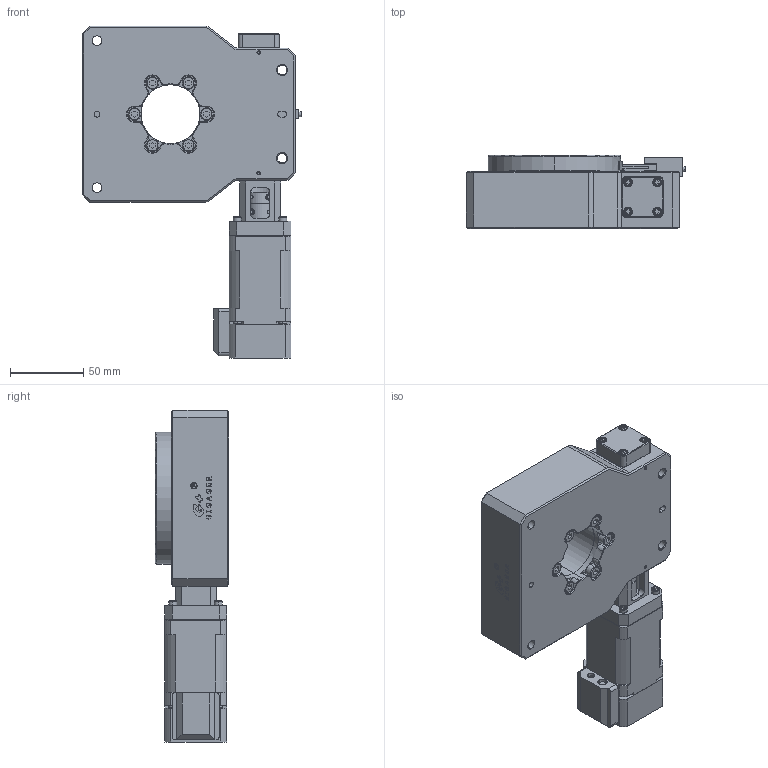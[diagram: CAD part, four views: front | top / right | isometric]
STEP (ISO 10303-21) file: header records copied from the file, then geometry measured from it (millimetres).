
FILE_DESCRIPTION (( 'STEP AP203' ), '1' );
FILE_NAME ('GR120-90K-ST1-42CME08.STEP', '2025-02-14T09:14:24', ( 'Microsoft' ), ( 'Microsoft' ), 'SwSTEP 2.0', 'SolidWorks 2019', '' );
FILE_SCHEMA (( 'CONFIG_CONTROL_DESIGN' ));
Length unit declared in the file: millimetre
Products named in the file (8): GR120_3^GR120-90K-OS_GR120-90K-ST1-42CME08; GR120_4^GR120-90K-OS_GR120-90K-ST1-42CME08; GR120-90K-OS^GR120-90K-ST1-42CME08; 祭輛萇儂_42CME08; GR120-90K-OS_dummy^GR120-90K-OS_GR120-90K-ST1-42CME08; GR120-90K-ST1-42CME08; GR120_1^GR120-90K-OS_GR120-90K-ST1-42CME08; GR120-OS_2^GR120-90K-OS_GR120-90K-ST1-42CME08
Assembly tree (6 placements, depth 3):
  GR120-90K-OS_dummy^GR120-90K-OS_GR120-90K-ST1-42CME08
  GR120-90K-ST1-42CME08
    GR120-90K-OS^GR120-90K-ST1-42CME08
      GR120_1^GR120-90K-OS_GR120-90K-ST1-42CME08
      GR120-OS_2^GR120-90K-OS_GR120-90K-ST1-42CME08
      GR120_3^GR120-90K-OS_GR120-90K-ST1-42CME08
      GR120_4^GR120-90K-OS_GR120-90K-ST1-42CME08
    祭輛萇儂_42CME08
Bounding box: 149.3 x 50 x 226 mm (x, y, z)
Volume: 784654.7 mm3; surface area: 121366.1 mm2
Topology: 11 solids, 11 shells, 1223 faces, 3064 edges, 1971 vertices
Faces by surface type: plane 794, cylinder 275, cone 97, torus 49, sphere 8
Entity records: 37673 total; most frequent: CARTESIAN_POINT 7010, DIRECTION 6274, ORIENTED_EDGE 6112, EDGE_CURVE 3056, LINE 2176, VECTOR 2176, AXIS2_PLACEMENT_3D 2049, VERTEX_POINT 1971
